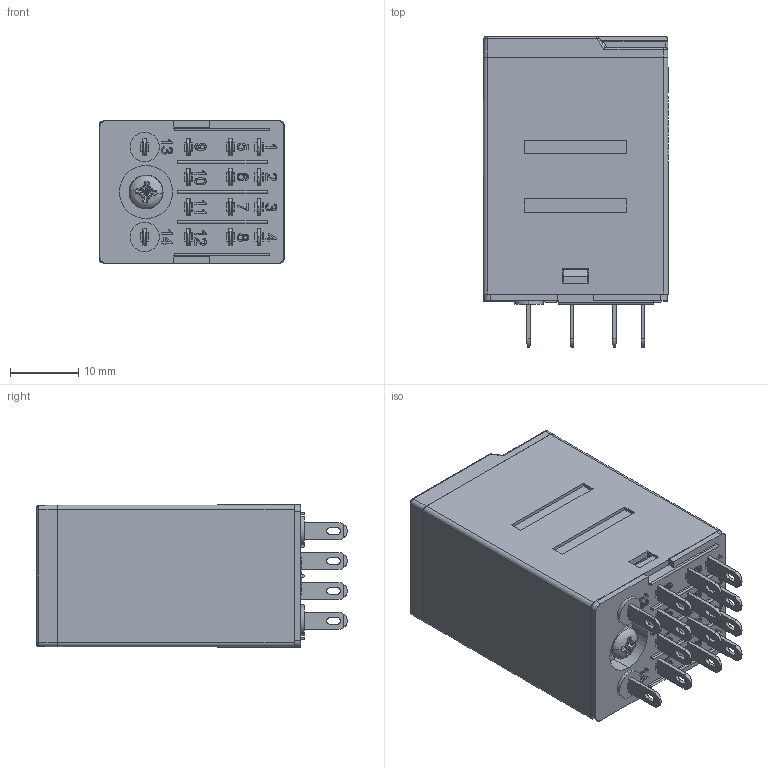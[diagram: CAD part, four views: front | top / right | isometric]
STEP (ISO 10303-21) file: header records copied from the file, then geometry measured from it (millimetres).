
FILE_DESCRIPTION((''),'2;1');
FILE_NAME('NHA6780000_ASM','2021-03-10T13:26:50',('SESA555855'),('Schneider-Electric'),'CREO PARAMETRIC BY PTC INC, 2019471','CREO PARAMETRIC BY PTC INC, 2019471','');
FILE_SCHEMA(('AP242_MANAGED_MODEL_BASED_3D_ENGINEERING_MIM_LF { 1 0 10303 442 1 1 4 }'));
Length unit declared in the file: millimetre
Products named in the file (9): KE4C_____7_725_308_01; MY_____8_946_212_01; MY4_____7_810_214_01; RXM_____7_852_307_01; RXM_____7_800_307_02; RXM__________ASM; MY_______7_734_212_02; RXM4L________ASM; NHA6780000_ASM
Assembly tree (21 placements, depth 4):
  NHA6780000_ASM
    RXM4L________ASM
      KE4C_____7_725_308_01  x14
      MY_____8_946_212_01
      MY4_____7_810_214_01
      RXM__________ASM
        RXM_____7_852_307_01
        RXM_____7_800_307_02
      MY_______7_734_212_02
Bounding box: 27.3 x 45.6 x 21 mm (x, y, z)
Volume: 7015.2 mm3; surface area: 13600.9 mm2
Topology: 19 solids, 19 shells, 1941 faces, 5152 edges, 3413 vertices
Faces by surface type: plane 1330, cylinder 413, extrusion 142, bspline 34, cone 11, sphere 7, torus 2, revolution 2
Entity records: 52617 total; most frequent: CARTESIAN_POINT 19354, ORIENTED_EDGE 5922, DIRECTION 4968, EDGE_CURVE 2961, VECTOR 2352, LINE 2210, VERTEX_POINT 1957, AXIS2_PLACEMENT_3D 1307
